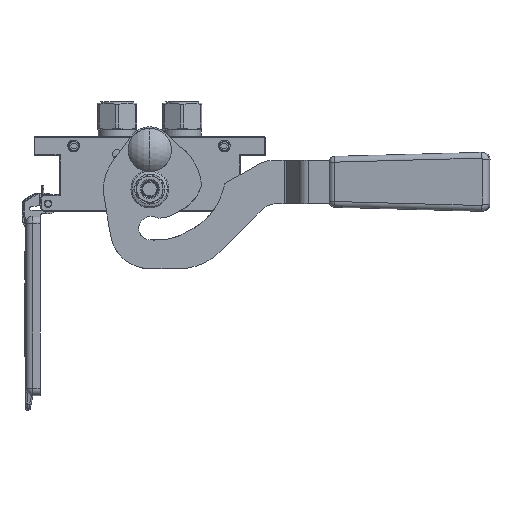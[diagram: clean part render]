
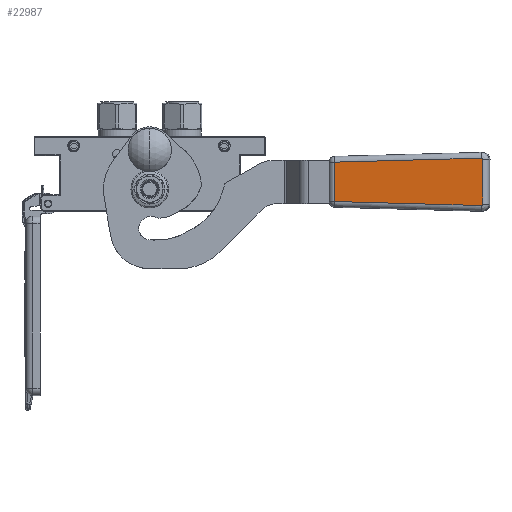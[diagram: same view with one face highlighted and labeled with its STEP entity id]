
A CAD part, front view. The second image highlights one B-rep face of the part: STEP entity #22987.
In plain terms, the highlighted face is planar.
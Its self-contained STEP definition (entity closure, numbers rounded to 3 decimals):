
#1255 = DIRECTION ( 'NONE',  ( -0.027, 0.014, -1. ) ) ;
#1625 = EDGE_CURVE ( 'NONE', #48679, #90220, #75862, .T. ) ;
#2626 = AXIS2_PLACEMENT_3D ( 'NONE', #47769, #68857, #6218 ) ;
#5646 = DIRECTION ( 'NONE',  ( -1., 0., 0. ) ) ;
#6218 = DIRECTION ( 'NONE',  ( 0., -0.014, 1. ) ) ;
#7861 = EDGE_CURVE ( 'NONE', #90220, #8701, #15817, .T. ) ;
#8701 = VERTEX_POINT ( 'NONE', #74705 ) ;
#9114 = CARTESIAN_POINT ( 'NONE',  ( 16.363, 0.069, -5.081 ) ) ;
#9170 = CARTESIAN_POINT ( 'NONE',  ( 15.754, 0.056, -4.127 ) ) ;
#10060 = CARTESIAN_POINT ( 'NONE',  ( 15.43, 0.055, -4.054 ) ) ;
#10350 = CARTESIAN_POINT ( 'NONE',  ( 15.562, 0.055, -4.067 ) ) ;
#10633 = CARTESIAN_POINT ( 'NONE',  ( -13.607, 1.447, -107.054 ) ) ;
#11159 = CARTESIAN_POINT ( 'NONE',  ( -15.754, 0.056, -4.127 ) ) ;
#11257 = CARTESIAN_POINT ( 'NONE',  ( 15.363, 0.055, -4.054 ) ) ;
#11472 = CARTESIAN_POINT ( 'NONE',  ( -16.364, 0.068, -5.014 ) ) ;
#11768 = CARTESIAN_POINT ( 'NONE',  ( -15.363, 0.055, -4.054 ) ) ;
#15408 = ORIENTED_EDGE ( 'NONE', *, *, #23104, .F. ) ;
#15817 = B_SPLINE_CURVE_WITH_KNOTS ( 'NONE', 3,
 ( #25797, #11472, #18181, #60367, #88391, #87796, #53655, #11159, #67102, #60065, #11768 ),
 .UNSPECIFIED., .F., .F.,
 ( 4, 1, 1, 1, 1, 1, 1, 1, 4 ),
 ( 0., 0.125, 0.25, 0.375, 0.5, 0.625, 0.75, 0.875, 1. ),
 .UNSPECIFIED. ) ;
#15854 = CARTESIAN_POINT ( 'NONE',  ( 16.363, 0.069, -5.081 ) ) ;
#16858 = FACE_OUTER_BOUND ( 'NONE', #34198, .T. ) ;
#17065 = CARTESIAN_POINT ( 'NONE',  ( 15.363, 0.055, -4.054 ) ) ;
#18181 = CARTESIAN_POINT ( 'NONE',  ( -16.355, 0.066, -4.882 ) ) ;
#20345 = VERTEX_POINT ( 'NONE', #9114 ) ;
#22987 = ADVANCED_FACE ( 'NONE', ( #16858 ), #27876, .F. ) ;
#23104 = EDGE_CURVE ( 'NONE', #20345, #27191, #85623, .T. ) ;
#25797 = CARTESIAN_POINT ( 'NONE',  ( -16.363, 0.069, -5.081 ) ) ;
#27191 = VERTEX_POINT ( 'NONE', #38304 ) ;
#27876 = PLANE ( 'NONE',  #2626 ) ;
#32162 = VERTEX_POINT ( 'NONE', #11257 ) ;
#34005 = EDGE_CURVE ( 'NONE', #32162, #20345, #48727, .T. ) ;
#34198 = EDGE_LOOP ( 'NONE', ( #45813, #15408, #42275, #64824, #54647, #65829 ) ) ;
#36855 = CARTESIAN_POINT ( 'NONE',  ( -13.607, 1.447, -107.054 ) ) ;
#37847 = CARTESIAN_POINT ( 'NONE',  ( 15.931, 0.057, -4.223 ) ) ;
#38304 = CARTESIAN_POINT ( 'NONE',  ( 13.607, 1.447, -107.054 ) ) ;
#40045 = CARTESIAN_POINT ( 'NONE',  ( -15.363, 0.055, -4.054 ) ) ;
#40877 = VECTOR ( 'NONE', #1255, 1000. ) ;
#42275 = ORIENTED_EDGE ( 'NONE', *, *, #34005, .F. ) ;
#43807 = LINE ( 'NONE', #40045, #48171 ) ;
#44570 = CARTESIAN_POINT ( 'NONE',  ( 16.355, 0.066, -4.882 ) ) ;
#45813 = ORIENTED_EDGE ( 'NONE', *, *, #83291, .F. ) ;
#46766 = DIRECTION ( 'NONE',  ( 1., 0., 0. ) ) ;
#47357 = VECTOR ( 'NONE', #5646, 1000. ) ;
#47769 = CARTESIAN_POINT ( 'NONE',  ( 50., 1.5, -111. ) ) ;
#48171 = VECTOR ( 'NONE', #46766, 1000. ) ;
#48679 = VERTEX_POINT ( 'NONE', #10633 ) ;
#48727 = B_SPLINE_CURVE_WITH_KNOTS ( 'NONE', 3,
 ( #17065, #10060, #10350, #9170, #37847, #58654, #51910, #51297, #44570, #66264, #65974 ),
 .UNSPECIFIED., .F., .F.,
 ( 4, 1, 1, 1, 1, 1, 1, 1, 4 ),
 ( 0., 0.125, 0.25, 0.375, 0.5, 0.625, 0.75, 0.875, 1. ),
 .UNSPECIFIED. ) ;
#51297 = CARTESIAN_POINT ( 'NONE',  ( 16.301, 0.063, -4.688 ) ) ;
#51910 = CARTESIAN_POINT ( 'NONE',  ( 16.209, 0.061, -4.509 ) ) ;
#53655 = CARTESIAN_POINT ( 'NONE',  ( -15.931, 0.057, -4.223 ) ) ;
#53779 = EDGE_CURVE ( 'NONE', #8701, #32162, #43807, .T. ) ;
#54647 = ORIENTED_EDGE ( 'NONE', *, *, #7861, .F. ) ;
#56553 = CARTESIAN_POINT ( 'NONE',  ( -16.363, 0.069, -5.081 ) ) ;
#58654 = CARTESIAN_POINT ( 'NONE',  ( 16.084, 0.059, -4.352 ) ) ;
#60065 = CARTESIAN_POINT ( 'NONE',  ( -15.43, 0.055, -4.054 ) ) ;
#60367 = CARTESIAN_POINT ( 'NONE',  ( -16.301, 0.063, -4.688 ) ) ;
#64824 = ORIENTED_EDGE ( 'NONE', *, *, #53779, .F. ) ;
#64977 = DIRECTION ( 'NONE',  ( -0.027, -0.014, 1. ) ) ;
#65829 = ORIENTED_EDGE ( 'NONE', *, *, #1625, .F. ) ;
#65974 = CARTESIAN_POINT ( 'NONE',  ( 16.363, 0.069, -5.081 ) ) ;
#66264 = CARTESIAN_POINT ( 'NONE',  ( 16.364, 0.068, -5.014 ) ) ;
#67102 = CARTESIAN_POINT ( 'NONE',  ( -15.562, 0.055, -4.067 ) ) ;
#68857 = DIRECTION ( 'NONE',  ( 0., 1., 0.014 ) ) ;
#73566 = LINE ( 'NONE', #75524, #47357 ) ;
#74705 = CARTESIAN_POINT ( 'NONE',  ( -15.363, 0.055, -4.054 ) ) ;
#75524 = CARTESIAN_POINT ( 'NONE',  ( 13.607, 1.447, -107.054 ) ) ;
#75862 = LINE ( 'NONE', #36855, #87827 ) ;
#83291 = EDGE_CURVE ( 'NONE', #27191, #48679, #73566, .T. ) ;
#85623 = LINE ( 'NONE', #15854, #40877 ) ;
#87796 = CARTESIAN_POINT ( 'NONE',  ( -16.084, 0.059, -4.352 ) ) ;
#87827 = VECTOR ( 'NONE', #64977, 1000. ) ;
#88391 = CARTESIAN_POINT ( 'NONE',  ( -16.209, 0.061, -4.509 ) ) ;
#90220 = VERTEX_POINT ( 'NONE', #56553 ) ;
